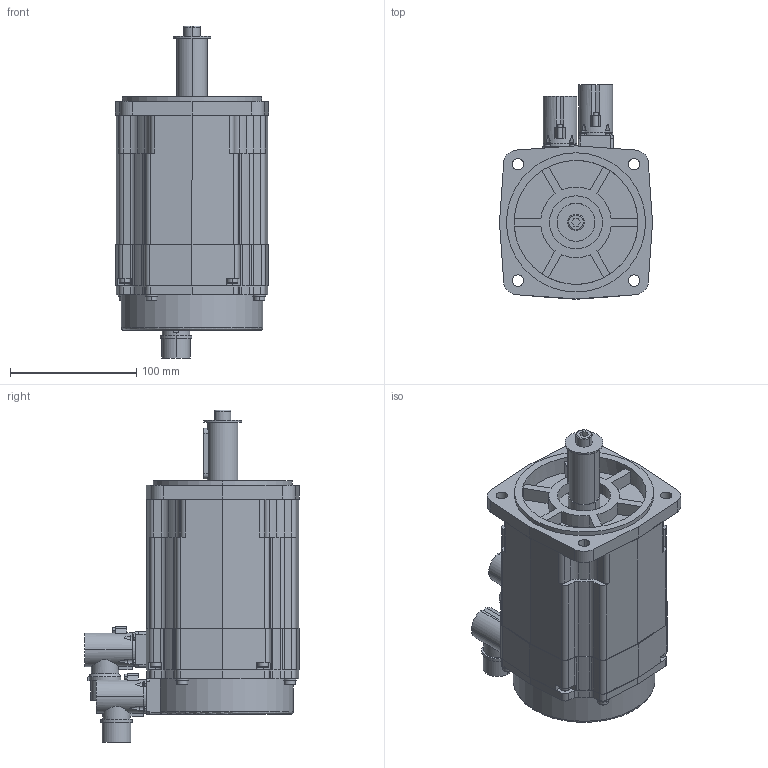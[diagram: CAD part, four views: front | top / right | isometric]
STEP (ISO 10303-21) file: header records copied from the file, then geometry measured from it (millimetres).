
FILE_DESCRIPTION((''),'2;1');
FILE_NAME('servomotor_nx620ear7001','2005-06-13T',(''),('Trace Parts SA'),'PRO/ENGINEER BY PARAMETRIC TECHNOLOGY CORPORATION, Y2K Compliant','PRO/ENGINEER BY PARAMETRIC TECHNOLOGY CORPORATION, Y2K Compliant','');
FILE_SCHEMA(('CONFIG_CONTROL_DESIGN'));
Length unit declared in the file: millimetre
Products named in the file (6): SERVOMOTOR_NX620EAR7001_01; SERVOMOTOR_NX620EAR7001_02; SERVOMOTOR_NX620EAR7001_03; SERVOMOTOR_NX620EAR7001_04; SERVOMOTOR_NX620EAR7001_05; servomotor_nx620ear7001
Assembly tree (5 placements, depth 2):
  servomotor_nx620ear7001
    SERVOMOTOR_NX620EAR7001_01
    SERVOMOTOR_NX620EAR7001_02
    SERVOMOTOR_NX620EAR7001_03
    SERVOMOTOR_NX620EAR7001_04
    SERVOMOTOR_NX620EAR7001_05
Bounding box: 121 x 169.5 x 262.5 mm (x, y, z)
Volume: 2184401.8 mm3; surface area: 144102.3 mm2
Topology: 5 solids, 5 shells, 1030 faces, 2796 edges, 1810 vertices
Faces by surface type: cylinder 530, plane 351, cone 94, torus 35, bspline 20
Entity records: 37931 total; most frequent: CARTESIAN_POINT 11688, DIRECTION 5588, ORIENTED_EDGE 5524, EDGE_CURVE 2762, AXIS2_PLACEMENT_3D 2185, VERTEX_POINT 1810, VECTOR 1218, LINE 1218
